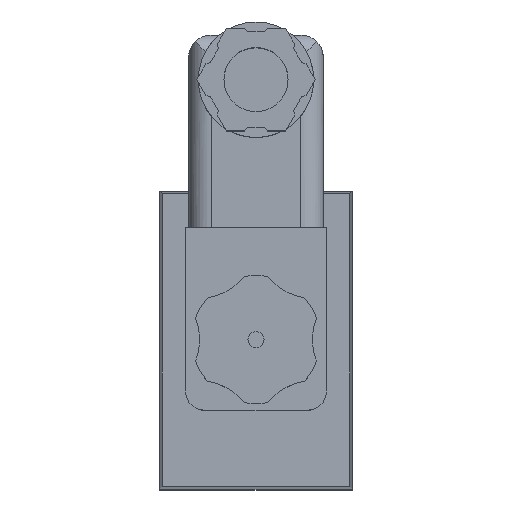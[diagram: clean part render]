
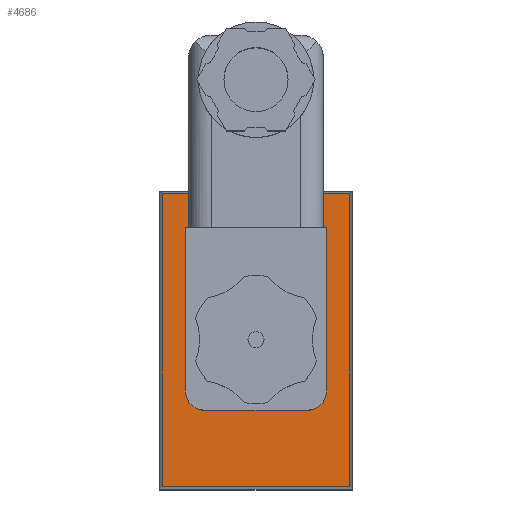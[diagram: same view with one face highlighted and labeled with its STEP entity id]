
A CAD part, top view. The second image highlights one B-rep face of the part: STEP entity #4686.
In plain terms, the highlighted planar face has unit normal (0, 0, 1).
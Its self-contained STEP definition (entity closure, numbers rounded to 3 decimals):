
#136=PLANE('',#5116);
#325=CIRCLE('',#5117,3.);
#326=CIRCLE('',#5118,3.);
#666=LINE('',#7649,#1120);
#669=LINE('',#7655,#1123);
#671=LINE('',#7659,#1125);
#672=LINE('',#7661,#1126);
#674=LINE('',#7665,#1128);
#675=LINE('',#7667,#1129);
#676=LINE('',#7669,#1130);
#677=LINE('',#7671,#1131);
#678=LINE('',#7675,#1132);
#679=LINE('',#7679,#1133);
#680=LINE('',#7681,#1134);
#681=LINE('',#7683,#1135);
#1120=VECTOR('',#6199,1000.);
#1123=VECTOR('',#6204,1000.);
#1125=VECTOR('',#6208,1000.);
#1126=VECTOR('',#6211,1000.);
#1128=VECTOR('',#6213,1000.);
#1129=VECTOR('',#6216,1000.);
#1130=VECTOR('',#6217,1000.);
#1131=VECTOR('',#6218,1000.);
#1132=VECTOR('',#6221,1000.);
#1133=VECTOR('',#6224,1000.);
#1134=VECTOR('',#6225,1000.);
#1135=VECTOR('',#6226,1000.);
#2147=ORIENTED_EDGE('',*,*,#3086,.T.);
#2148=ORIENTED_EDGE('',*,*,#3087,.F.);
#2149=ORIENTED_EDGE('',*,*,#3088,.F.);
#2150=ORIENTED_EDGE('',*,*,#3089,.F.);
#2151=ORIENTED_EDGE('',*,*,#3090,.F.);
#2152=ORIENTED_EDGE('',*,*,#3091,.F.);
#2153=ORIENTED_EDGE('',*,*,#3092,.F.);
#2154=ORIENTED_EDGE('',*,*,#3093,.F.);
#2155=ORIENTED_EDGE('',*,*,#3094,.F.);
#2156=ORIENTED_EDGE('',*,*,#3083,.T.);
#2157=ORIENTED_EDGE('',*,*,#3077,.T.);
#2158=ORIENTED_EDGE('',*,*,#3080,.T.);
#2159=ORIENTED_EDGE('',*,*,#3082,.T.);
#2160=ORIENTED_EDGE('',*,*,#3085,.T.);
#3077=EDGE_CURVE('',#3613,#3612,#666,.T.);
#3080=EDGE_CURVE('',#3612,#3614,#669,.T.);
#3082=EDGE_CURVE('',#3614,#3615,#671,.T.);
#3083=EDGE_CURVE('',#3616,#3613,#672,.T.);
#3085=EDGE_CURVE('',#3615,#3617,#674,.T.);
#3086=EDGE_CURVE('',#3617,#3618,#675,.T.);
#3087=EDGE_CURVE('',#3619,#3618,#676,.T.);
#3088=EDGE_CURVE('',#3620,#3619,#677,.T.);
#3089=EDGE_CURVE('',#3621,#3620,#325,.T.);
#3090=EDGE_CURVE('',#3622,#3621,#678,.T.);
#3091=EDGE_CURVE('',#3623,#3622,#326,.T.);
#3092=EDGE_CURVE('',#3624,#3623,#679,.T.);
#3093=EDGE_CURVE('',#3625,#3624,#680,.T.);
#3094=EDGE_CURVE('',#3616,#3625,#681,.T.);
#3612=VERTEX_POINT('',#7648);
#3613=VERTEX_POINT('',#7650);
#3614=VERTEX_POINT('',#7654);
#3615=VERTEX_POINT('',#7658);
#3616=VERTEX_POINT('',#7662);
#3617=VERTEX_POINT('',#7664);
#3618=VERTEX_POINT('',#7668);
#3619=VERTEX_POINT('',#7670);
#3620=VERTEX_POINT('',#7672);
#3621=VERTEX_POINT('',#7674);
#3622=VERTEX_POINT('',#7676);
#3623=VERTEX_POINT('',#7678);
#3624=VERTEX_POINT('',#7680);
#3625=VERTEX_POINT('',#7682);
#3970=EDGE_LOOP('',(#2147,#2148,#2149,#2150,#2151,#2152,#2153,#2154,#2155,
#2156,#2157,#2158,#2159,#2160));
#4304=FACE_BOUND('',#3970,.T.);
#4686=ADVANCED_FACE('',(#4304),#136,.T.);
#5116=AXIS2_PLACEMENT_3D('',#7666,#6214,#6215);
#5117=AXIS2_PLACEMENT_3D('',#7673,#6219,#6220);
#5118=AXIS2_PLACEMENT_3D('',#7677,#6222,#6223);
#6199=DIRECTION('',(0.,-1.,0.));
#6204=DIRECTION('',(1.,0.,0.));
#6208=DIRECTION('',(0.,1.,0.));
#6211=DIRECTION('',(-1.,0.,0.));
#6213=DIRECTION('',(-1.,0.,0.));
#6214=DIRECTION('',(0.,0.,1.));
#6215=DIRECTION('',(1.,0.,0.));
#6216=DIRECTION('',(0.,-1.,0.));
#6217=DIRECTION('',(-1.,0.,0.));
#6218=DIRECTION('',(0.,1.,0.));
#6219=DIRECTION('',(0.,0.,1.));
#6220=DIRECTION('',(1.,0.,0.));
#6221=DIRECTION('',(1.,0.,0.));
#6222=DIRECTION('',(0.,0.,1.));
#6223=DIRECTION('',(1.,0.,0.));
#6224=DIRECTION('',(0.,-1.,0.));
#6225=DIRECTION('',(-1.,0.,0.));
#6226=DIRECTION('',(0.,-1.,0.));
#7648=CARTESIAN_POINT('',(-14.6,-22.8,18.));
#7649=CARTESIAN_POINT('',(-14.6,22.8,18.));
#7650=CARTESIAN_POINT('',(-14.6,22.8,18.));
#7654=CARTESIAN_POINT('',(14.6,-22.8,18.));
#7655=CARTESIAN_POINT('',(-14.6,-22.8,18.));
#7658=CARTESIAN_POINT('',(14.6,22.8,18.));
#7659=CARTESIAN_POINT('',(14.6,-22.8,18.));
#7661=CARTESIAN_POINT('',(14.6,22.8,18.));
#7662=CARTESIAN_POINT('',(-7.,22.8,18.));
#7664=CARTESIAN_POINT('',(7.,22.8,18.));
#7665=CARTESIAN_POINT('',(14.6,22.8,18.));
#7666=CARTESIAN_POINT('',(0.,0.,18.));
#7667=CARTESIAN_POINT('',(7.,47.5,18.));
#7668=CARTESIAN_POINT('',(7.,17.5,18.));
#7669=CARTESIAN_POINT('',(11.,17.5,18.));
#7670=CARTESIAN_POINT('',(11.,17.5,18.));
#7671=CARTESIAN_POINT('',(11.,-8.,18.));
#7672=CARTESIAN_POINT('',(11.,-8.,18.));
#7673=CARTESIAN_POINT('',(8.,-8.,18.));
#7674=CARTESIAN_POINT('',(8.,-11.,18.));
#7675=CARTESIAN_POINT('',(-8.,-11.,18.));
#7676=CARTESIAN_POINT('',(-8.,-11.,18.));
#7677=CARTESIAN_POINT('',(-8.,-8.,18.));
#7678=CARTESIAN_POINT('',(-11.,-8.,18.));
#7679=CARTESIAN_POINT('',(-11.,17.5,18.));
#7680=CARTESIAN_POINT('',(-11.,17.5,18.));
#7681=CARTESIAN_POINT('',(11.,17.5,18.));
#7682=CARTESIAN_POINT('',(-7.,17.5,18.));
#7683=CARTESIAN_POINT('',(-7.,47.5,18.));
